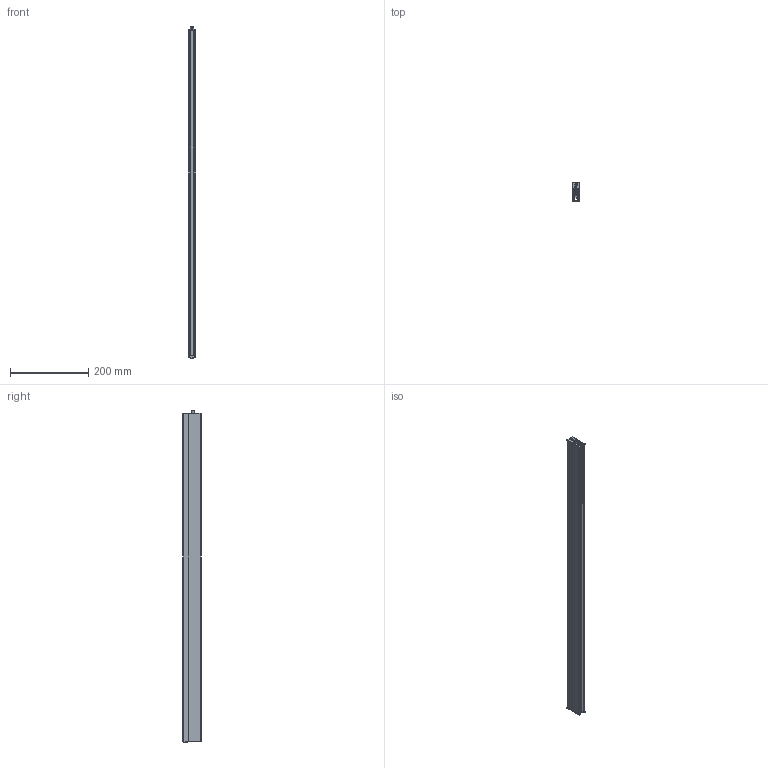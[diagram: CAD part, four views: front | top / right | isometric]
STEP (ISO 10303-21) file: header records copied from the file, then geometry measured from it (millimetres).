
FILE_DESCRIPTION (( 'STEP AP203' ), '1' );
FILE_NAME ('KG F16s mit Abschlusskappen 834.STEP', '2025-07-22T11:44:10', ( '' ), ( '' ), 'SwSTEP 2.0', 'SolidWorks 2023', '' );
FILE_SCHEMA (( 'CONFIG_CONTROL_DESIGN' ));
Length unit declared in the file: millimetre
Products named in the file (8): Innengeometrie_13_834; KG F16s mit Abschlusskappen 834; Abschlusskappe KG-F16 Auslöseseite; Schutzprofil KG-F16 mit Schraubkanal 834_1000; Aussengehäuse_13_834; M2.9x13; Abschlusskappe KG-F16; Betätigungsteil_1
Assembly tree (8 placements, depth 2):
  KG F16s mit Abschlusskappen 834
    Betätigungsteil_1
    Aussengehäuse_13_834
    Innengeometrie_13_834
    Schutzprofil KG-F16 mit Schraubkanal 834_1000
    Abschlusskappe KG-F16 Auslöseseite
    M2.9x13  x2
    Abschlusskappe KG-F16
Bounding box: 20.1 x 46.11 x 846.21 mm (x, y, z)
Volume: 271437.7 mm3; surface area: 441468.1 mm2
Topology: 23 solids, 23 shells, 1300 faces, 3610 edges, 2392 vertices
Faces by surface type: plane 696, bspline 451, cylinder 121, cone 28, torus 4
Entity records: 56165 total; most frequent: CARTESIAN_POINT 25808, ORIENTED_EDGE 7024, DIRECTION 4403, EDGE_CURVE 3512, VECTOR 2347, LINE 2347, VERTEX_POINT 2336, EDGE_LOOP 1390
